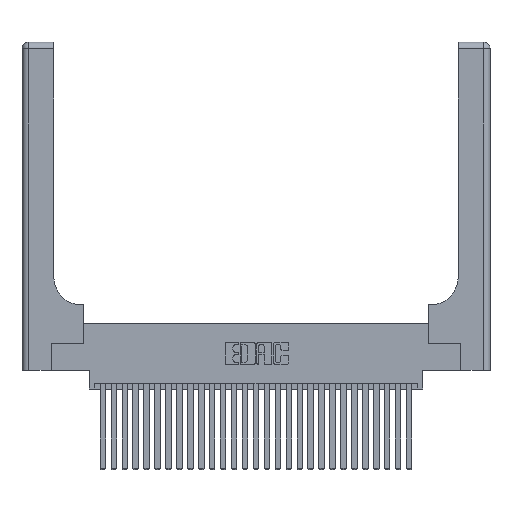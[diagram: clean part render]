
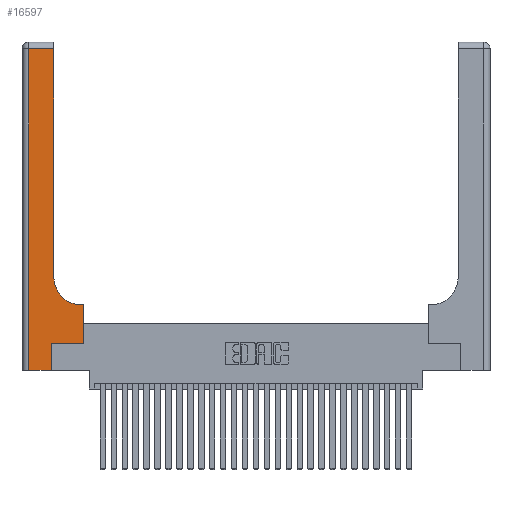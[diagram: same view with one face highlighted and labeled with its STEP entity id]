
A CAD part, top view. The second image highlights one B-rep face of the part: STEP entity #16597.
In plain terms, the highlighted planar face has unit normal (0, 0, 1).
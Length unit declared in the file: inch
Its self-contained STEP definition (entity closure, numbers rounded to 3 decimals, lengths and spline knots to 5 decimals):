
#111 = VECTOR ( 'NONE', #12729, 39.37008 ) ;
#428 = CARTESIAN_POINT ( 'NONE',  ( 0.269, 0., 0.37 ) ) ;
#871 = DIRECTION ( 'NONE',  ( 0., 0., -1. ) ) ;
#872 = EDGE_CURVE ( 'NONE', #14309, #10454, #16662, .T. ) ;
#881 = ORIENTED_EDGE ( 'NONE', *, *, #27688, .T. ) ;
#1014 = CARTESIAN_POINT ( 'NONE',  ( 0.2915, 0.85, 0.37 ) ) ;
#2987 = CIRCLE ( 'NONE', #19113, 0.25 ) ;
#3311 = VECTOR ( 'NONE', #27332, 39.37008 ) ;
#3574 = VERTEX_POINT ( 'NONE', #8655 ) ;
#3749 = EDGE_CURVE ( 'NONE', #10162, #14309, #22754, .T. ) ;
#4262 = ORIENTED_EDGE ( 'NONE', *, *, #22300, .T. ) ;
#4878 = CARTESIAN_POINT ( 'NONE',  ( 0.5585, 0.25, 0.37 ) ) ;
#4952 = LINE ( 'NONE', #20972, #16013 ) ;
#5063 = DIRECTION ( 'NONE',  ( 0., 1., 0. ) ) ;
#5765 = ORIENTED_EDGE ( 'NONE', *, *, #3749, .T. ) ;
#5991 = VERTEX_POINT ( 'NONE', #13126 ) ;
#7075 = PLANE ( 'NONE',  #27169 ) ;
#7479 = VECTOR ( 'NONE', #23229, 39.37008 ) ;
#7560 = DIRECTION ( 'NONE',  ( 0., 0., -1. ) ) ;
#8655 = CARTESIAN_POINT ( 'NONE',  ( 0.06, 2.94, 0.37 ) ) ;
#9092 = ORIENTED_EDGE ( 'NONE', *, *, #872, .T. ) ;
#9963 = ORIENTED_EDGE ( 'NONE', *, *, #15656, .T. ) ;
#10162 = VERTEX_POINT ( 'NONE', #25241 ) ;
#10390 = CARTESIAN_POINT ( 'NONE',  ( 0., 0., 0.37 ) ) ;
#10454 = VERTEX_POINT ( 'NONE', #11775 ) ;
#10549 = VECTOR ( 'NONE', #25097, 39.37008 ) ;
#10840 = VECTOR ( 'NONE', #21034, 39.37008 ) ;
#11330 = CARTESIAN_POINT ( 'NONE',  ( 0.2915, 3., 0.37 ) ) ;
#11485 = LINE ( 'NONE', #11330, #3311 ) ;
#11611 = EDGE_LOOP ( 'NONE', ( #4262, #15745, #23129, #26376, #5765, #9092, #881, #20283, #9963 ) ) ;
#11775 = CARTESIAN_POINT ( 'NONE',  ( 0.5585, 0.25, 0.37 ) ) ;
#11859 = CARTESIAN_POINT ( 'NONE',  ( 0., 2.94, 0.37 ) ) ;
#12676 = CARTESIAN_POINT ( 'NONE',  ( 0.269, 0.25, 0.37 ) ) ;
#12729 = DIRECTION ( 'NONE',  ( 1., 0., 0. ) ) ;
#13126 = CARTESIAN_POINT ( 'NONE',  ( 0.2915, 2.94, 0.37 ) ) ;
#13666 = CARTESIAN_POINT ( 'NONE',  ( 0.06, 0., 0.37 ) ) ;
#13959 = CARTESIAN_POINT ( 'NONE',  ( 0., 3., 0.37 ) ) ;
#13986 = DIRECTION ( 'NONE',  ( -1., 0., 0. ) ) ;
#14270 = LINE ( 'NONE', #11859, #7479 ) ;
#14309 = VERTEX_POINT ( 'NONE', #12676 ) ;
#14558 = CARTESIAN_POINT ( 'NONE',  ( 0.5415, 0.85, 0.37 ) ) ;
#15007 = VERTEX_POINT ( 'NONE', #13666 ) ;
#15656 = EDGE_CURVE ( 'NONE', #22069, #18082, #2987, .T. ) ;
#15745 = ORIENTED_EDGE ( 'NONE', *, *, #24006, .T. ) ;
#16013 = VECTOR ( 'NONE', #13986, 39.37008 ) ;
#16314 = EDGE_CURVE ( 'NONE', #15007, #10162, #20529, .T. ) ;
#16597 = ADVANCED_FACE ( 'NONE', ( #28723 ), #7075, .F. ) ;
#16662 = LINE ( 'NONE', #21237, #10549 ) ;
#17079 = DIRECTION ( 'NONE',  ( -1., 0., 0. ) ) ;
#18020 = DIRECTION ( 'NONE',  ( 0., -1., 0. ) ) ;
#18082 = VERTEX_POINT ( 'NONE', #1014 ) ;
#19113 = AXIS2_PLACEMENT_3D ( 'NONE', #14558, #871, #19174 ) ;
#19118 = EDGE_CURVE ( 'NONE', #3574, #15007, #25296, .T. ) ;
#19174 = DIRECTION ( 'NONE',  ( 1., 0., 0. ) ) ;
#20283 = ORIENTED_EDGE ( 'NONE', *, *, #28837, .T. ) ;
#20529 = LINE ( 'NONE', #10390, #111 ) ;
#20972 = CARTESIAN_POINT ( 'NONE',  ( 0.2915, 0.6, 0.37 ) ) ;
#21034 = DIRECTION ( 'NONE',  ( 0., 1., 0. ) ) ;
#21237 = CARTESIAN_POINT ( 'NONE',  ( 0.269, 0.25, 0.37 ) ) ;
#22069 = VERTEX_POINT ( 'NONE', #24631 ) ;
#22300 = EDGE_CURVE ( 'NONE', #18082, #5991, #11485, .T. ) ;
#22754 = LINE ( 'NONE', #428, #25582 ) ;
#23129 = ORIENTED_EDGE ( 'NONE', *, *, #19118, .T. ) ;
#23229 = DIRECTION ( 'NONE',  ( -1., 0., 0. ) ) ;
#23802 = CARTESIAN_POINT ( 'NONE',  ( 0.5585, 0.6, 0.37 ) ) ;
#24006 = EDGE_CURVE ( 'NONE', #5991, #3574, #14270, .T. ) ;
#24435 = LINE ( 'NONE', #4878, #10840 ) ;
#24631 = CARTESIAN_POINT ( 'NONE',  ( 0.5415, 0.6, 0.37 ) ) ;
#24888 = CARTESIAN_POINT ( 'NONE',  ( 0.06, 3., 0.37 ) ) ;
#25097 = DIRECTION ( 'NONE',  ( 1., 0., 0. ) ) ;
#25241 = CARTESIAN_POINT ( 'NONE',  ( 0.269, 0., 0.37 ) ) ;
#25296 = LINE ( 'NONE', #24888, #26043 ) ;
#25582 = VECTOR ( 'NONE', #5063, 39.37008 ) ;
#26043 = VECTOR ( 'NONE', #18020, 39.37008 ) ;
#26376 = ORIENTED_EDGE ( 'NONE', *, *, #16314, .T. ) ;
#26461 = VERTEX_POINT ( 'NONE', #23802 ) ;
#27169 = AXIS2_PLACEMENT_3D ( 'NONE', #13959, #7560, #17079 ) ;
#27332 = DIRECTION ( 'NONE',  ( 0., 1., 0. ) ) ;
#27688 = EDGE_CURVE ( 'NONE', #10454, #26461, #24435, .T. ) ;
#28723 = FACE_OUTER_BOUND ( 'NONE', #11611, .T. ) ;
#28837 = EDGE_CURVE ( 'NONE', #26461, #22069, #4952, .T. ) ;
